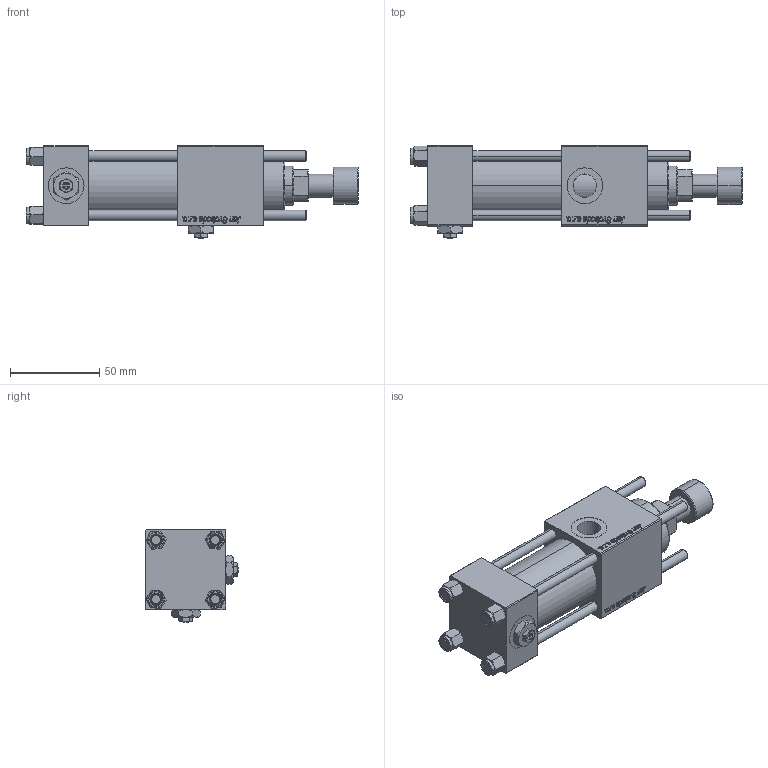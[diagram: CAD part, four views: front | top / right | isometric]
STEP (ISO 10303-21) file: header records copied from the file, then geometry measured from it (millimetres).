
FILE_DESCRIPTION (( 'STEP AP203' ), '1' );
FILE_NAME ('409d.STEP', '2024-02-19T09:04:41', ( '' ), ( '' ), 'SwSTEP 2.0', 'SolidWorks 2019', '' );
FILE_SCHEMA (( 'CONFIG_CONTROL_DESIGN' ));
Length unit declared in the file: millimetre
Products named in the file (8): V215CR_ROD_END_F 9fe3f888bd41ce0a2246d14008c04535; V215CR_B_TYCINKA 9fe3f888bd41ce0a2246d14008c04535; NUT_M5_B 9fe3f888bd41ce0a2246d14008c04535; 409d; V215CR_B-1 9fe3f888bd41ce0a2246d14008c04535; Zatka_pro_OIL_PORT 9fe3f888bd41ce0a2246d14008c04535; V215_VC_A 9fe3f888bd41ce0a2246d14008c04535; V215CR_VCP_B 9fe3f888bd41ce0a2246d14008c04535
Assembly tree (14 placements, depth 2):
  409d
    V215CR_B-1 9fe3f888bd41ce0a2246d14008c04535
    V215CR_VCP_B 9fe3f888bd41ce0a2246d14008c04535
    NUT_M5_B 9fe3f888bd41ce0a2246d14008c04535  x4
    V215CR_B_TYCINKA 9fe3f888bd41ce0a2246d14008c04535  x4
    V215_VC_A 9fe3f888bd41ce0a2246d14008c04535
    V215CR_ROD_END_F 9fe3f888bd41ce0a2246d14008c04535
    Zatka_pro_OIL_PORT 9fe3f888bd41ce0a2246d14008c04535  x2
Bounding box: 186 x 52 x 52 mm (x, y, z)
Volume: 219110.6 mm3; surface area: 80847.2 mm2
Topology: 14 solids, 14 shells, 1267 faces, 3182 edges, 2051 vertices
Faces by surface type: bspline 504, plane 479, cone 178, cylinder 94, torus 12
Entity records: 59174 total; most frequent: CARTESIAN_POINT 34720, ORIENTED_EDGE 5664, DIRECTION 3214, EDGE_CURVE 2832, VERTEX_POINT 1849, LINE 1496, VECTOR 1496, EDGE_LOOP 1235
